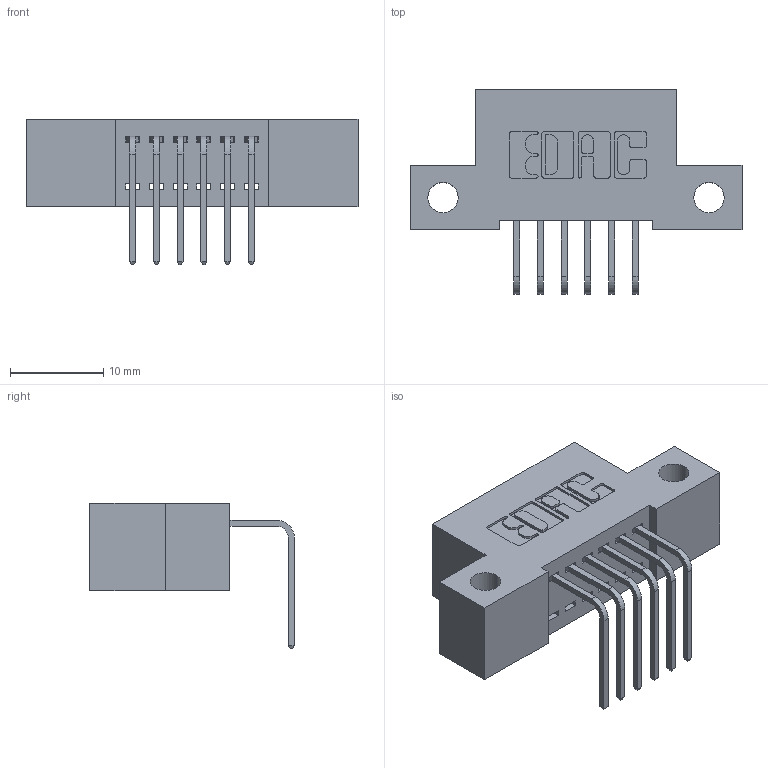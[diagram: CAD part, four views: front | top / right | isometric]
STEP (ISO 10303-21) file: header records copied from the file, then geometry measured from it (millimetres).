
FILE_DESCRIPTION (( 'STEP AP203' ), '1' );
FILE_NAME ('392-006-558-112.STEP', '2018-08-14T17:51:28', ( '' ), ( '' ), 'SwSTEP 2.0', 'SolidWorks 2016', '' );
FILE_SCHEMA (( 'CONFIG_CONTROL_DESIGN' ));
Length unit declared in the file: inch
Products named in the file (3): 342 Part_Side Mount; 345-292-001_558 Tail - 2; 392-006-558-112
Assembly tree (7 placements, depth 2):
  392-006-558-112
    342 Part_Side Mount
    345-292-001_558 Tail - 2  x6
Bounding box: 35.56 x 21.91 x 15.62 mm (x, y, z)
Volume: 2931.4 mm3; surface area: 3582.8 mm2
Topology: 7 solids, 7 shells, 470 faces, 1391 edges, 918 vertices
Faces by surface type: plane 330, cylinder 140
Entity records: 8279 total; most frequent: CARTESIAN_POINT 1440, ORIENTED_EDGE 1382, DIRECTION 1287, EDGE_CURVE 691, LINE 563, VECTOR 563, VERTEX_POINT 458, AXIS2_PLACEMENT_3D 362
